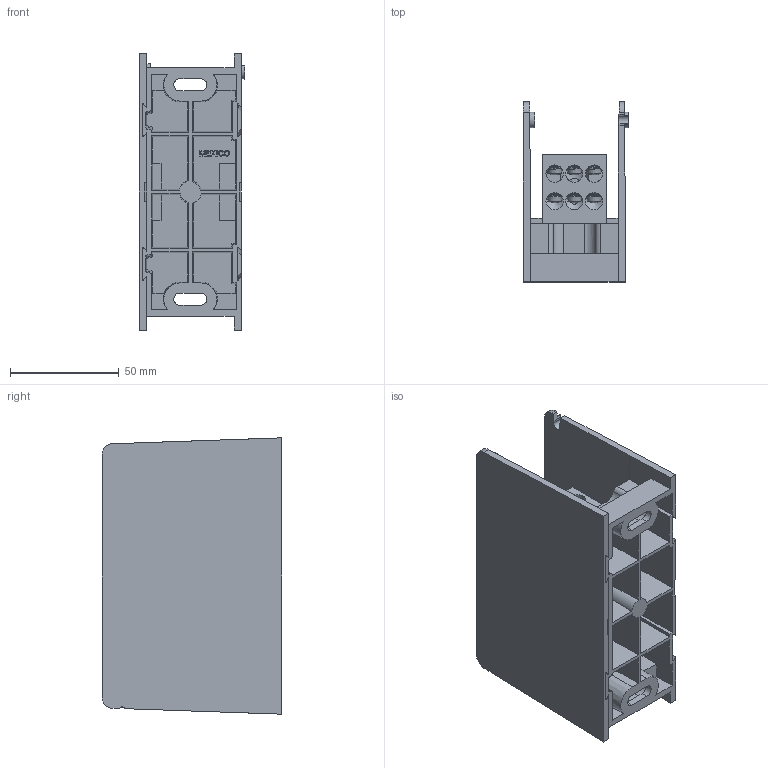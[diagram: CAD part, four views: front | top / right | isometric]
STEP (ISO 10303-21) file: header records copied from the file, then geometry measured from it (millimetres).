
FILE_DESCRIPTION (( 'STEP AP214' ), '1' );
FILE_NAME ('420202-1P.STEP', '2013-11-12T15:24:56', ( '' ), ( '' ), 'SwSTEP 2.0', 'SolidWorks 2013', '' );
FILE_SCHEMA (( 'AUTOMOTIVE_DESIGN' ));
Length unit declared in the file: inch
Products named in the file (12): 420202-1P_1_3; 420202-1P; 420202-1P_1_9; 420202-1P_1_2; 420202-1P_1_5; 420202-1P_1_8; 420202-1P_1_6; 420202-1P_1_11; 420202-1P_1_7; 420202-1P_1_10; 420202-1P_1; 420202-1P_1_4
Assembly tree (11 placements, depth 2):
  420202-1P
    420202-1P_1_3
    420202-1P_1_4
    420202-1P_1
    420202-1P_1_10
    420202-1P_1_7
    420202-1P_1_11
    420202-1P_1_6
    420202-1P_1_8
    420202-1P_1_5
    420202-1P_1_2
    420202-1P_1_9
Bounding box: 48.6 x 82.55 x 127.01 mm (x, y, z)
Surface area: 93793.1 mm2 (no closed solid volume)
Topology: 0 solids, 32 shells, 709 faces, 2019 edges, 1341 vertices
Faces by surface type: plane 296, cylinder 212, cone 166, bspline 35
Full cylindrical faces by diameter (mm): 4.064 x1, 4.928 x1, 6.909 x7, 7.009 x24, 7.112 x1, 7.925 x18, 7.937 x6, 10.795 x1, 12.7 x1, 15.875 x1, 17.475 x1, 19.05 x1
Entity records: 47410 total; most frequent: CARTESIAN_POINT 22586, ORIENTED_EDGE 3347, DIRECTION 2792, EDGE_CURVE 1690, VERTEX_POINT 1175, AXIS2_PLACEMENT_3D 958, LINE 876, VECTOR 876
